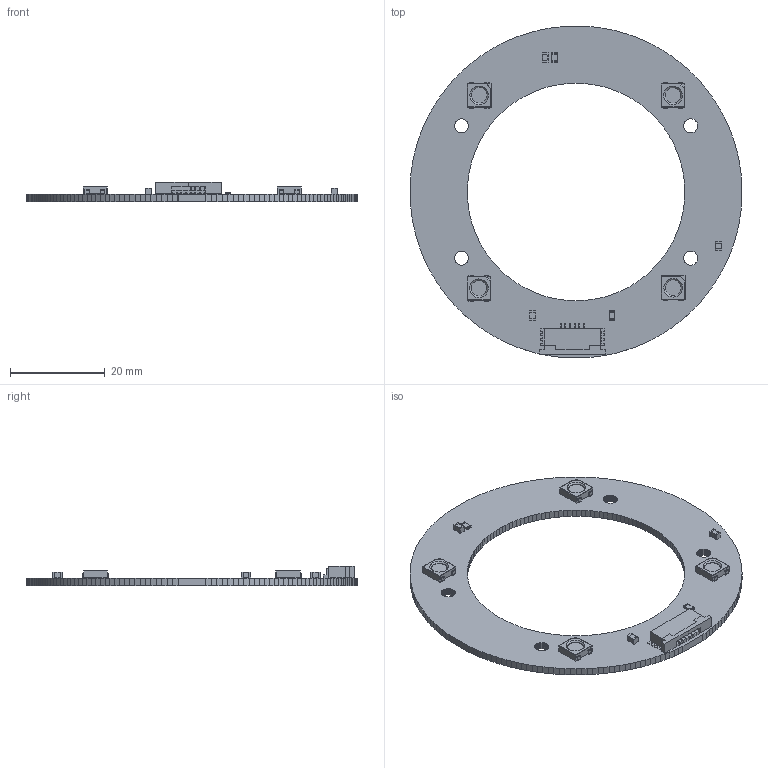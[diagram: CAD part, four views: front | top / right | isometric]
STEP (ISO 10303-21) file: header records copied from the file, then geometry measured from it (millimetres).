
FILE_DESCRIPTION(/* description */ (''),/* implementation_level */ '2;1');
FILE_NAME(/* name */ 'PCBLAM~2',/* time_stamp */ '2023-11-08T15:08:46-08:00',/* author */ (''),/* organization */ (''),/* preprocessor_version */ 'ST-DEVELOPER v16.5',/* originating_system */ '',/* authorisation */ '');
FILE_SCHEMA (('AUTOMOTIVE_DESIGN'));
Length unit declared in the file: millimetre
Products named in the file (1): Document
Bounding box: 70.04 x 70 x 4.19 mm (x, y, z)
Volume: 3752.4 mm3; surface area: 5725.5 mm2
Topology: 11 solids, 11 shells, 1048 faces, 3011 edges, 1982 vertices
Faces by surface type: plane 896, bspline 152
Entity records: 31549 total; most frequent: CARTESIAN_POINT 11834, ORIENTED_EDGE 6022, EDGE_CURVE 3011, B_SPLINE_CURVE_WITH_KNOTS 2735, VERTEX_POINT 1982, EDGE_LOOP 1087, ADVANCED_FACE 1048, FACE_OUTER_BOUND 1048
